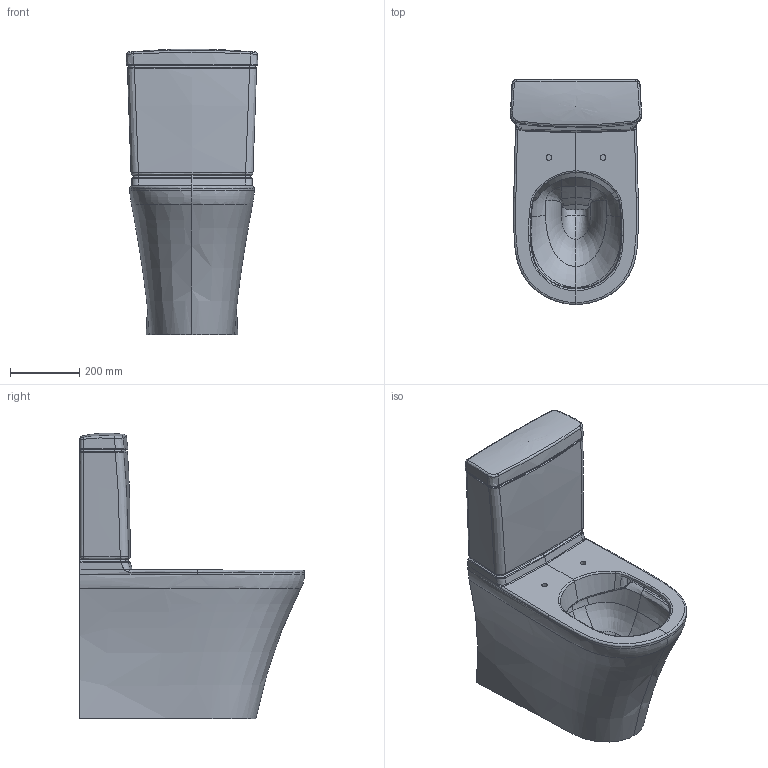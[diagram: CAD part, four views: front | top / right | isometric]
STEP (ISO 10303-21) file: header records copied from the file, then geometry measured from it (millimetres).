
FILE_DESCRIPTION(/* description */ (''),/* implementation_level */ '2;1');
FILE_NAME(/* name */ '4606R0_O.novo_STWC_CC_DF-SK_5767.stp',/* time_stamp */ '2019-01-08T12:51:00+01:00',/* author */ (''),/* organization */ (''),/* preprocessor_version */ 'ST-DEVELOPER v16',/* originating_system */ 'SIEMENS PLM Software NX 10.0',/* authorisation */ '');
FILE_SCHEMA (('AUTOMOTIVE_DESIGN { 1 0 10303 214 3 1 1 1 }'));
Products named in the file (1): Sier0EC8D7DE01i8
Bounding box: 379.88 x 650.31 x 825.46 mm (x, y, z)
Volume: 71537095.5 mm3; surface area: 1655794.8 mm2
Topology: 1 solids, 1 shells, 291 faces, 798 edges, 504 vertices
Faces by surface type: bspline 262, plane 14, extrusion 7, cylinder 4, torus 4
Entity records: 46598 total; most frequent: CARTESIAN_POINT 41635, ORIENTED_EDGE 1570, EDGE_CURVE 785, B_SPLINE_CURVE_WITH_KNOTS 665, VERTEX_POINT 501, EDGE_LOOP 295, ADVANCED_FACE 291, FACE_OUTER_BOUND 286
